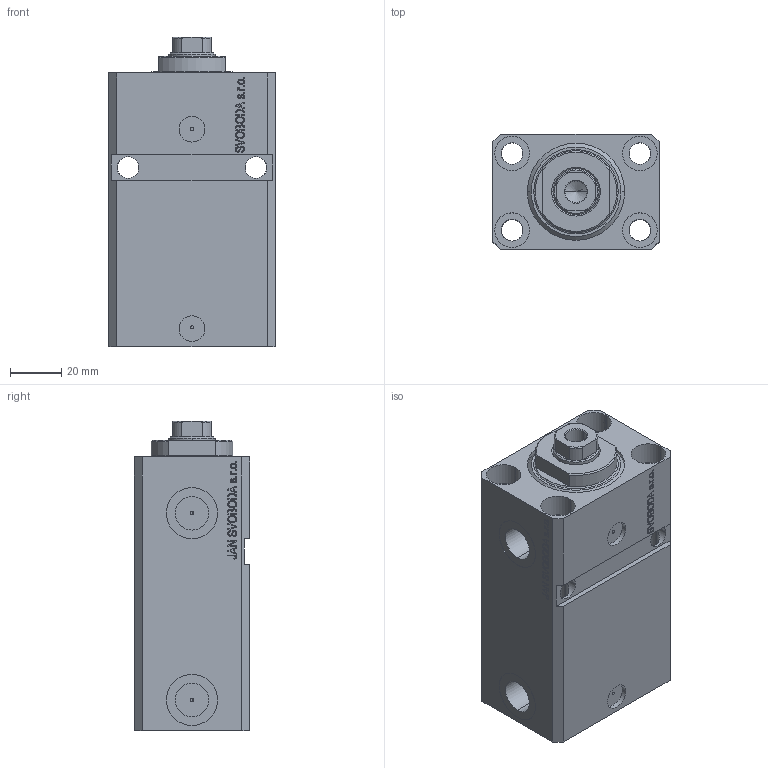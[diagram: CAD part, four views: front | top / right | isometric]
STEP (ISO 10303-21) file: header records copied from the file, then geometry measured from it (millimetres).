
FILE_DESCRIPTION (( 'STEP AP203' ), '1' );
FILE_NAME ('a628.STEP', '2022-05-04T08:56:10', ( '' ), ( '' ), 'SwSTEP 2.0', 'SolidWorks 2019', '' );
FILE_SCHEMA (( 'CONFIG_CONTROL_DESIGN' ));
Length unit declared in the file: millimetre
Products named in the file (4): V250CE_VC_E d85ca75f29a6389b9e30e6d868584c51; a628; V250CE_E_Body d85ca75f29a6389b9e30e6d868584c51; V250CE_C_VCP d85ca75f29a6389b9e30e6d868584c51
Assembly tree (3 placements, depth 2):
  a628
    V250CE_E_Body d85ca75f29a6389b9e30e6d868584c51
    V250CE_C_VCP d85ca75f29a6389b9e30e6d868584c51
    V250CE_VC_E d85ca75f29a6389b9e30e6d868584c51
Bounding box: 65 x 45 x 120.9 mm (x, y, z)
Volume: 265013 mm3; surface area: 68010.4 mm2
Topology: 3 solids, 3 shells, 897 faces, 2309 edges, 1516 vertices
Faces by surface type: plane 435, bspline 360, cylinder 84, cone 12, torus 6
Entity records: 44433 total; most frequent: CARTESIAN_POINT 24567, ORIENTED_EDGE 4614, DIRECTION 2791, EDGE_CURVE 2307, VERTEX_POINT 1516, VECTOR 1395, LINE 1395, EDGE_LOOP 1027
